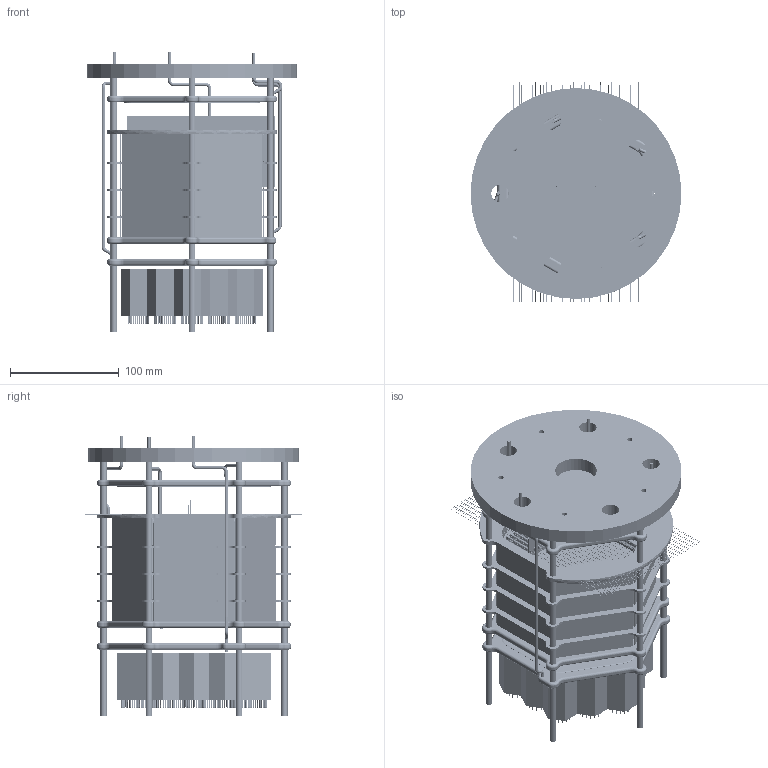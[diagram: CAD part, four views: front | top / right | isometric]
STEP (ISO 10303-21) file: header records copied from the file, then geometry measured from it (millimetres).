
FILE_DESCRIPTION(('CoCreate Modeling STEP Export'),'2;1');
FILE_NAME('instument_05.stp','2010-01-03T15:24:21',(''),(''),'CoCreate Modeling STEP processor for AP214 (Solid Model)','CoCreate Modeling 16.00A 16-Aug-2008 (C) Parametric Technology GmbH','');
FILE_SCHEMA(('AUTOMOTIVE_DESIGN { 1 0 10303 214 1 1 1 1 }'));
Length unit declared in the file: millimetre
Products named in the file (438): fieldplatt.1; PMT; PMT-Sleeve; PMTassy.1.6.1.3; Array1; Array2; Array3; PMTarrayFAT; Minus-1-KV; Plus-1-KV; Minus-20-KV; StretcheHarp.1.1.1; StretcheHarp.1.1; 1mmWire.24; 1mmWireSet.1; 1mmWire.13; 1mmWireSet; WireArray; Plus-20-KV-Harp; HV-Lead.2.1; HV-Lead.2; HV-Lead.1; HV-Lead; minus-1-KV-HvLeadAssy; plus-20-KV-HvLeadAssy.1; plus-1-KV-HvLeadAssy.1.1; minus-20-KV-HvLeadAssy.1.1.1; Hex-Grid-Assy; FF-2.2; FF-Horizon; FF-2.1; FF-2; FF-1; fieldChunk.7; fieldChunk.6; fieldChunk.8; fieldChunk.2; fieldChunk.4; fieldChunk.3; fieldChunk.5 ...
Assembly tree (511 placements, depth 6):
  instrument-05A
    RodSet
      Rods.4
      Rods.3
      Rods.2
      Rods.1
      Rods.5
      Rods
    6-to-5_AdapterPlatePlate
    fieldplatt
    FieldCageAssy
      FieldCageClamp.3  x3
      FieldCage.4  x6
    FieldModule
      FieldSlabs
        fieldChunk
        fieldChunk.5
        fieldChunk.3
        fieldChunk.4
        fieldChunk.2
        fieldChunk.8
        fieldChunk.6
        fieldChunk.7
      FF-1
      FF-2
      FF-2.1
      FF-Horizon
      FF-2.2
    FieldLines
      fieldChunk
      fieldChunk.5
      fieldChunk.3
      fieldChunk.4
      fieldChunk.2
      fieldChunk.8
      fieldChunk.6
      fieldChunk.7
    FIELDBLOK
      FieldModule.SLAB.24
        FieldSlabs
          fieldChunk
          fieldChunk.5
          fieldChunk.3
          fieldChunk.4
          fieldChunk.2
          fieldChunk.8
          fieldChunk.6
          fieldChunk.7
        FF-1
        FF-2
        FF-2.1
        FF-Horizon
        FF-2.2
      FieldModule.SLAB.23
        FieldSlabs
          fieldChunk
          fieldChunk.5
          fieldChunk.3
          fieldChunk.4
          fieldChunk.2
Bounding box: 193.8 x 203 x 257.69 mm (x, y, z)
Volume: 2642217.2 mm3; surface area: 1330403.2 mm2
Topology: 461 solids, 480 shells, 7811 faces, 18804 edges, 12568 vertices
Faces by surface type: plane 3802, cylinder 2681, torus 934, extrusion 300, cone 94
Entity records: 133983 total; most frequent: CARTESIAN_POINT 43303, ORIENTED_EDGE 16456, DIRECTION 14654, EDGE_CURVE 8228, VERTEX_POINT 5410, VECTOR 5318, LINE 5043, AXIS2_PLACEMENT_3D 4668
